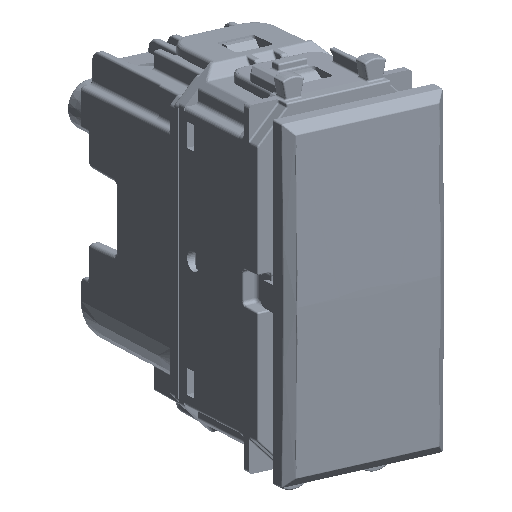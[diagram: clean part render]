
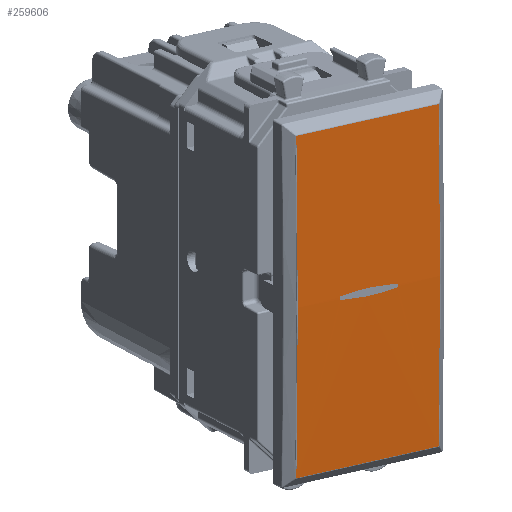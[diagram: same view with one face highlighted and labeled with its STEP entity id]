
A CAD part, top view. The second image highlights one B-rep face of the part: STEP entity #259606.
In plain terms, the highlighted cylindrical face has radius 812.528 mm (diameter 1625.06 mm), a partial arc.
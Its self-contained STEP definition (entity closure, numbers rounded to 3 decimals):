
#259090=CARTESIAN_POINT('Vertex',(-3.783,0.248,3.1)) ;
#259094=CARTESIAN_POINT('Control Point',(-3.783,0.248,3.1)) ;
#259095=CARTESIAN_POINT('Control Point',(-3.797,0.246,3.1)) ;
#259096=CARTESIAN_POINT('Control Point',(-3.811,0.243,3.1)) ;
#259097=CARTESIAN_POINT('Control Point',(-3.825,0.239,3.1)) ;
#259098=CARTESIAN_POINT('Control Point',(-3.846,0.232,3.1)) ;
#259099=CARTESIAN_POINT('Control Point',(-3.865,0.222,3.1)) ;
#259100=CARTESIAN_POINT('Control Point',(-3.871,0.219,3.1)) ;
#259101=CARTESIAN_POINT('Control Point',(-3.884,0.211,3.1)) ;
#259102=CARTESIAN_POINT('Control Point',(-3.896,0.203,3.1)) ;
#259103=CARTESIAN_POINT('Control Point',(-3.902,0.199,3.1)) ;
#259104=CARTESIAN_POINT('Control Point',(-3.918,0.186,3.1)) ;
#259105=CARTESIAN_POINT('Control Point',(-3.934,0.17,3.1)) ;
#259106=CARTESIAN_POINT('Control Point',(-3.943,0.16,3.1)) ;
#259107=CARTESIAN_POINT('Control Point',(-3.961,0.137,3.1)) ;
#259108=CARTESIAN_POINT('Control Point',(-3.975,0.111,3.1)) ;
#259109=CARTESIAN_POINT('Control Point',(-3.981,0.098,3.1)) ;
#259110=CARTESIAN_POINT('Control Point',(-3.991,0.071,3.1)) ;
#259111=CARTESIAN_POINT('Control Point',(-3.997,0.043,3.1)) ;
#259112=CARTESIAN_POINT('Control Point',(-3.999,0.029,3.1)) ;
#259113=CARTESIAN_POINT('Control Point',(-4.002,-0.014,3.1)) ;
#259114=CARTESIAN_POINT('Control Point',(-3.996,-0.057,3.1)) ;
#259115=CARTESIAN_POINT('Control Point',(-3.988,-0.085,3.1)) ;
#259116=CARTESIAN_POINT('Control Point',(-3.963,-0.138,3.1)) ;
#259117=CARTESIAN_POINT('Control Point',(-3.925,-0.182,3.1)) ;
#259118=CARTESIAN_POINT('Control Point',(-3.903,-0.201,3.1)) ;
#259119=CARTESIAN_POINT('Control Point',(-3.866,-0.224,3.1)) ;
#259120=CARTESIAN_POINT('Control Point',(-3.825,-0.239,3.1)) ;
#259121=CARTESIAN_POINT('Control Point',(-3.811,-0.243,3.1)) ;
#259122=CARTESIAN_POINT('Control Point',(-3.797,-0.246,3.1)) ;
#259123=CARTESIAN_POINT('Control Point',(-3.783,-0.248,3.1)) ;
#259124=CARTESIAN_POINT('Vertex',(-3.783,-0.248,3.1)) ;
#259152=CARTESIAN_POINT('Control Point',(-3.783,-0.248,3.1)) ;
#259153=CARTESIAN_POINT('Control Point',(-2.279,-0.449,3.1)) ;
#259154=CARTESIAN_POINT('Control Point',(-0.761,-0.551,3.1)) ;
#259155=CARTESIAN_POINT('Control Point',(0.761,-0.551,3.1)) ;
#259156=CARTESIAN_POINT('Control Point',(2.279,-0.449,3.1)) ;
#259157=CARTESIAN_POINT('Control Point',(3.783,-0.248,3.1)) ;
#259158=CARTESIAN_POINT('Vertex',(3.783,-0.248,3.1)) ;
#259234=CARTESIAN_POINT('Control Point',(3.783,-0.248,3.1)) ;
#259235=CARTESIAN_POINT('Control Point',(3.797,-0.246,3.1)) ;
#259236=CARTESIAN_POINT('Control Point',(3.811,-0.243,3.1)) ;
#259237=CARTESIAN_POINT('Control Point',(3.825,-0.239,3.1)) ;
#259238=CARTESIAN_POINT('Control Point',(3.846,-0.232,3.1)) ;
#259239=CARTESIAN_POINT('Control Point',(3.865,-0.222,3.1)) ;
#259240=CARTESIAN_POINT('Control Point',(3.871,-0.219,3.1)) ;
#259241=CARTESIAN_POINT('Control Point',(3.884,-0.211,3.1)) ;
#259242=CARTESIAN_POINT('Control Point',(3.896,-0.203,3.1)) ;
#259243=CARTESIAN_POINT('Control Point',(3.902,-0.199,3.1)) ;
#259244=CARTESIAN_POINT('Control Point',(3.918,-0.186,3.1)) ;
#259245=CARTESIAN_POINT('Control Point',(3.934,-0.17,3.1)) ;
#259246=CARTESIAN_POINT('Control Point',(3.943,-0.16,3.1)) ;
#259247=CARTESIAN_POINT('Control Point',(3.961,-0.137,3.1)) ;
#259248=CARTESIAN_POINT('Control Point',(3.975,-0.111,3.1)) ;
#259249=CARTESIAN_POINT('Control Point',(3.981,-0.098,3.1)) ;
#259250=CARTESIAN_POINT('Control Point',(3.991,-0.071,3.1)) ;
#259251=CARTESIAN_POINT('Control Point',(3.997,-0.043,3.1)) ;
#259252=CARTESIAN_POINT('Control Point',(3.999,-0.029,3.1)) ;
#259253=CARTESIAN_POINT('Control Point',(4.002,0.014,3.1)) ;
#259254=CARTESIAN_POINT('Control Point',(3.996,0.057,3.1)) ;
#259255=CARTESIAN_POINT('Control Point',(3.988,0.085,3.1)) ;
#259256=CARTESIAN_POINT('Control Point',(3.963,0.138,3.1)) ;
#259257=CARTESIAN_POINT('Control Point',(3.925,0.182,3.1)) ;
#259258=CARTESIAN_POINT('Control Point',(3.903,0.201,3.1)) ;
#259259=CARTESIAN_POINT('Control Point',(3.866,0.224,3.1)) ;
#259260=CARTESIAN_POINT('Control Point',(3.825,0.239,3.1)) ;
#259261=CARTESIAN_POINT('Control Point',(3.811,0.243,3.1)) ;
#259262=CARTESIAN_POINT('Control Point',(3.797,0.246,3.1)) ;
#259263=CARTESIAN_POINT('Control Point',(3.783,0.248,3.1)) ;
#259264=CARTESIAN_POINT('Vertex',(3.783,0.248,3.1)) ;
#259292=CARTESIAN_POINT('Control Point',(3.783,0.248,3.1)) ;
#259293=CARTESIAN_POINT('Control Point',(2.279,0.449,3.1)) ;
#259294=CARTESIAN_POINT('Control Point',(0.761,0.551,3.1)) ;
#259295=CARTESIAN_POINT('Control Point',(-0.761,0.551,3.1)) ;
#259296=CARTESIAN_POINT('Control Point',(-2.279,0.449,3.1)) ;
#259297=CARTESIAN_POINT('Control Point',(-3.783,0.248,3.1)) ;
#259559=CARTESIAN_POINT('Axis2P3D Location',(0.,0.,-809.428)) ;
#259565=CARTESIAN_POINT('Control Point',(-9.747,-20.818,2.833)) ;
#259566=CARTESIAN_POINT('Control Point',(-9.732,-6.943,3.189)) ;
#259567=CARTESIAN_POINT('Control Point',(-9.732,6.942,3.189)) ;
#259568=CARTESIAN_POINT('Control Point',(-9.747,20.818,2.833)) ;
#259569=CARTESIAN_POINT('Vertex',(-9.747,20.818,2.833)) ;
#259571=CARTESIAN_POINT('Vertex',(-9.747,-20.818,2.833)) ;
#259574=CARTESIAN_POINT('Line Origine',(0.,-20.818,2.833)) ;
#259578=CARTESIAN_POINT('Vertex',(9.747,-20.818,2.833)) ;
#259582=CARTESIAN_POINT('Control Point',(9.747,-20.818,2.833)) ;
#259583=CARTESIAN_POINT('Control Point',(9.732,-6.942,3.189)) ;
#259584=CARTESIAN_POINT('Control Point',(9.732,6.942,3.189)) ;
#259585=CARTESIAN_POINT('Control Point',(9.747,20.818,2.833)) ;
#259586=CARTESIAN_POINT('Vertex',(9.747,20.818,2.833)) ;
#259589=CARTESIAN_POINT('Line Origine',(0.,20.818,2.833)) ;
#259560=DIRECTION('Axis2P3D Direction',(1.,0.,0.)) ;
#259561=DIRECTION('Axis2P3D XDirection',(0.,0.,1.)) ;
#259575=DIRECTION('Vector Direction',(1.,0.,0.)) ;
#259590=DIRECTION('Vector Direction',(1.,0.,0.)) ;
#259562=AXIS2_PLACEMENT_3D('Cylinder Axis2P3D',#259559,#259560,#259561) ;
#259595=ORIENTED_EDGE('',*,*,#259573,.T.) ;
#259596=ORIENTED_EDGE('',*,*,#259580,.T.) ;
#259597=ORIENTED_EDGE('',*,*,#259588,.T.) ;
#259598=ORIENTED_EDGE('',*,*,#259593,.T.) ;
#259601=ORIENTED_EDGE('',*,*,#259298,.T.) ;
#259602=ORIENTED_EDGE('',*,*,#259266,.T.) ;
#259603=ORIENTED_EDGE('',*,*,#259160,.T.) ;
#259604=ORIENTED_EDGE('',*,*,#259126,.T.) ;
#259605=FACE_BOUND('',#259600,.T.) ;
#259576=VECTOR('Line Direction',#259575,1.) ;
#259591=VECTOR('Line Direction',#259590,1.) ;
#259606=ADVANCED_FACE('PartBody',(#259599,#259605),#259563,.T.) ;
#259093=B_SPLINE_CURVE_WITH_KNOTS('',5,(#259094,#259095,#259096,#259097,#259098,#259099,#259100,#259101,#259102,#259103,#259104,#259105,#259106,#259107,#259108,#259109,#259110,#259111,#259112,#259113,#259114,#259115,#259116,#259117,#259118,#259119,#259120,#259121,#259122,#259123),.UNSPECIFIED.,.F.,.U.,(6,3,3,3,3,3,3,3,3,6),(0.,0.101,0.152,0.203,0.304,0.406,0.507,0.711,0.914,1.015),.UNSPECIFIED.) ;
#259151=B_SPLINE_CURVE_WITH_KNOTS('',5,(#259152,#259153,#259154,#259155,#259156,#259157),.UNSPECIFIED.,.F.,.U.,(6,6),(0.,10.732),.UNSPECIFIED.) ;
#259233=B_SPLINE_CURVE_WITH_KNOTS('',5,(#259234,#259235,#259236,#259237,#259238,#259239,#259240,#259241,#259242,#259243,#259244,#259245,#259246,#259247,#259248,#259249,#259250,#259251,#259252,#259253,#259254,#259255,#259256,#259257,#259258,#259259,#259260,#259261,#259262,#259263),.UNSPECIFIED.,.F.,.U.,(6,3,3,3,3,3,3,3,3,6),(0.,0.101,0.152,0.203,0.304,0.406,0.507,0.711,0.914,1.015),.UNSPECIFIED.) ;
#259291=B_SPLINE_CURVE_WITH_KNOTS('',5,(#259292,#259293,#259294,#259295,#259296,#259297),.UNSPECIFIED.,.F.,.U.,(6,6),(0.,10.732),.UNSPECIFIED.) ;
#259564=B_SPLINE_CURVE_WITH_KNOTS('',3,(#259565,#259566,#259567,#259568),.UNSPECIFIED.,.F.,.U.,(4,4),(17.319,89.408),.UNSPECIFIED.) ;
#259581=B_SPLINE_CURVE_WITH_KNOTS('',3,(#259582,#259583,#259584,#259585),.UNSPECIFIED.,.F.,.U.,(4,4),(17.319,89.407),.UNSPECIFIED.) ;
#259563=CYLINDRICAL_SURFACE('generated cylinder',#259562,812.528) ;
#259126=EDGE_CURVE('',#259125,#259091,#259093,.F.) ;
#259160=EDGE_CURVE('',#259159,#259125,#259151,.F.) ;
#259266=EDGE_CURVE('',#259265,#259159,#259233,.F.) ;
#259298=EDGE_CURVE('',#259091,#259265,#259291,.F.) ;
#259573=EDGE_CURVE('',#259570,#259572,#259564,.F.) ;
#259580=EDGE_CURVE('',#259572,#259579,#259577,.T.) ;
#259588=EDGE_CURVE('',#259579,#259587,#259581,.T.) ;
#259593=EDGE_CURVE('',#259587,#259570,#259592,.F.) ;
#259594=EDGE_LOOP('',(#259595,#259596,#259597,#259598)) ;
#259600=EDGE_LOOP('',(#259601,#259602,#259603,#259604)) ;
#259599=FACE_OUTER_BOUND('',#259594,.T.) ;
#259577=LINE('Line',#259574,#259576) ;
#259592=LINE('Line',#259589,#259591) ;
#259091=VERTEX_POINT('',#259090) ;
#259125=VERTEX_POINT('',#259124) ;
#259159=VERTEX_POINT('',#259158) ;
#259265=VERTEX_POINT('',#259264) ;
#259570=VERTEX_POINT('',#259569) ;
#259572=VERTEX_POINT('',#259571) ;
#259579=VERTEX_POINT('',#259578) ;
#259587=VERTEX_POINT('',#259586) ;
